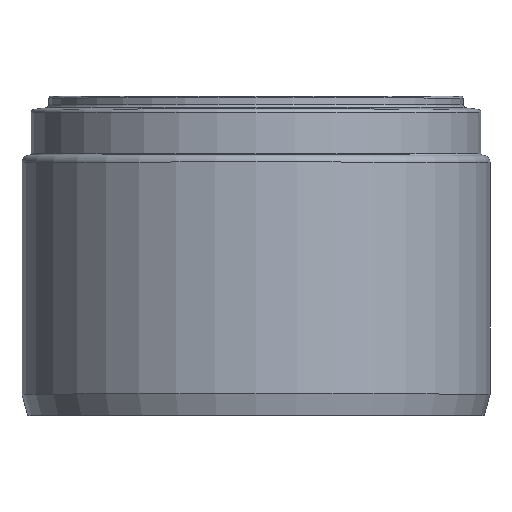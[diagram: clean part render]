
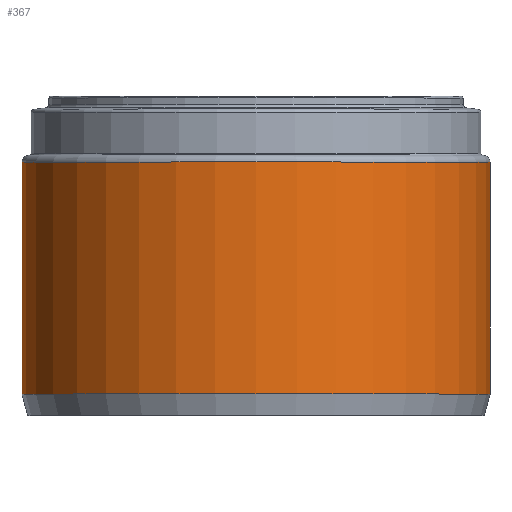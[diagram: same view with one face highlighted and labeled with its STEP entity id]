
A CAD part, top view. The second image highlights one B-rep face of the part: STEP entity #367.
In plain terms, the highlighted cylindrical face has radius 66 mm (diameter 132 mm), a full revolution.
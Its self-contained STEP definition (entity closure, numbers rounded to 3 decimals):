
#21=CYLINDRICAL_SURFACE('',#407,66.);
#40=FACE_BOUND('',#113,.T.);
#75=FACE_OUTER_BOUND('',#112,.T.);
#112=EDGE_LOOP('',(#287));
#113=EDGE_LOOP('',(#288));
#179=CIRCLE('',#404,66.);
#181=CIRCLE('',#408,66.);
#214=VERTEX_POINT('',#618);
#216=VERTEX_POINT('',#624);
#249=EDGE_CURVE('',#214,#214,#179,.T.);
#251=EDGE_CURVE('',#216,#216,#181,.T.);
#287=ORIENTED_EDGE('',*,*,#251,.F.);
#288=ORIENTED_EDGE('',*,*,#249,.F.);
#367=ADVANCED_FACE('',(#75,#40),#21,.T.);
#404=AXIS2_PLACEMENT_3D('',#619,#478,#479);
#407=AXIS2_PLACEMENT_3D('',#623,#484,#485);
#408=AXIS2_PLACEMENT_3D('',#625,#486,#487);
#478=DIRECTION('center_axis',(0.,1.,0.));
#479=DIRECTION('ref_axis',(-1.,0.,0.));
#484=DIRECTION('center_axis',(0.,-1.,0.));
#485=DIRECTION('ref_axis',(1.,0.,0.));
#486=DIRECTION('center_axis',(0.,-1.,0.));
#487=DIRECTION('ref_axis',(1.,0.,0.));
#618=CARTESIAN_POINT('',(66.,71.4,0.));
#619=CARTESIAN_POINT('Origin',(0.,71.4,0.));
#623=CARTESIAN_POINT('Origin',(0.,39.7,0.));
#624=CARTESIAN_POINT('',(66.,6.,0.));
#625=CARTESIAN_POINT('Origin',(0.,6.,0.));
